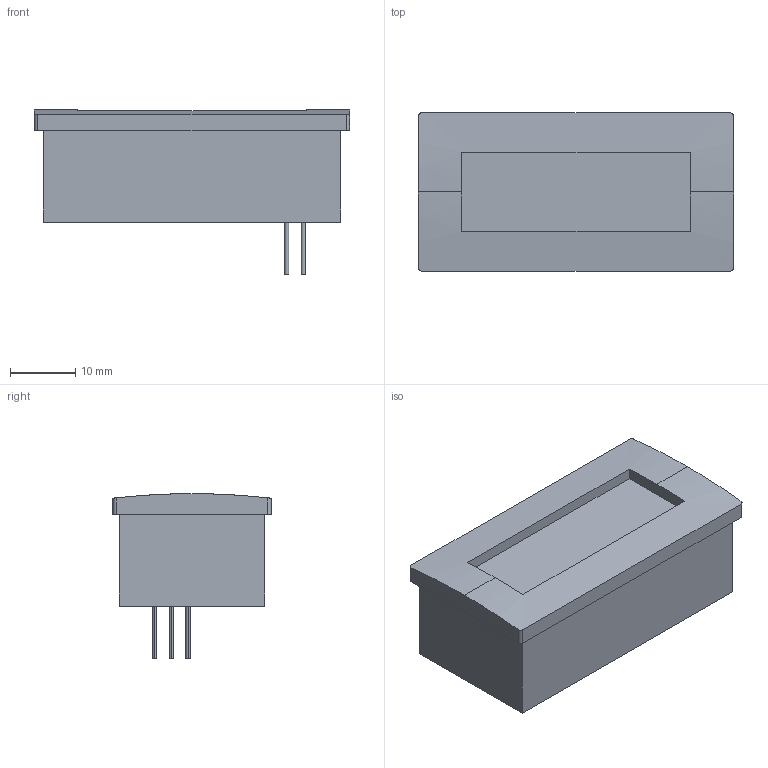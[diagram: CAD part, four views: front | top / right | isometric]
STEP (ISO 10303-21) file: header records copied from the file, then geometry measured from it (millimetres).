
FILE_DESCRIPTION (( 'STEP AP203' ), '1' );
FILE_NAME ('INGUN_114942.STEP', '2023-07-13T08:58:46', ( '' ), ( '' ), 'SwSTEP 2.0', 'SolidWorks 2021', '' );
FILE_SCHEMA (( 'CONFIG_CONTROL_DESIGN' ));
Length unit declared in the file: millimetre
Products named in the file (1): INGUN_114942
Bounding box: 48.2 x 24.2 x 25.2 mm (x, y, z)
Volume: 14325.4 mm3; surface area: 5667.6 mm2
Topology: 1 solids, 1 shells, 52 faces, 120 edges, 80 vertices
Faces by surface type: plane 32, cylinder 20
Entity records: 1573 total; most frequent: CARTESIAN_POINT 273, DIRECTION 262, ORIENTED_EDGE 240, EDGE_CURVE 120, AXIS2_PLACEMENT_3D 93, VERTEX_POINT 80, VECTOR 76, LINE 76
